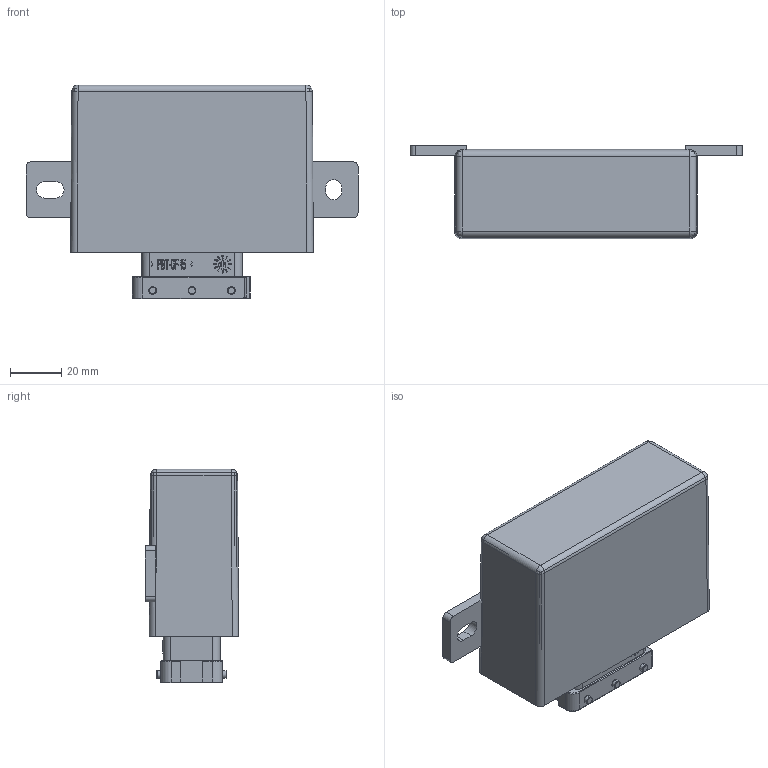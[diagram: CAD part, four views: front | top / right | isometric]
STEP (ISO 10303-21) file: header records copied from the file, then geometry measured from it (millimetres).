
FILE_DESCRIPTION (( 'STEP AP214' ), '1' );
FILE_NAME ('401214_MRS_3CH_Motorcontroller.STEP', '2024-02-14T07:15:44', ( '' ), ( '' ), 'SwSTEP 2.0', 'SolidWorks 2021', '' );
FILE_SCHEMA (( 'AUTOMOTIVE_DESIGN' ));
Length unit declared in the file: millimetre
Products named in the file (10): BOARD_OUTLINE.stp; 24W-ph-right-angle_90.stp; 401214_MRS_3CH_Motorcontroller; 1000025854_Vergussmasse; 111150_HCCPHPE_BODDY.stp; 20023_3CH_Motorcontroller_20023_REV_C_PCB.stp; 109221_HOUSING_95x65x35; 111150_HCCPHPE_PINs.stp; 111150_HCCPHPE.stp; COMPONENTS.stp
Assembly tree (9 placements, depth 6):
  401214_MRS_3CH_Motorcontroller
    109221_HOUSING_95x65x35
    20023_3CH_Motorcontroller_20023_REV_C_PCB.stp
      COMPONENTS.stp
        111150_HCCPHPE.stp
          24W-ph-right-angle_90.stp
            111150_HCCPHPE_BODDY.stp
            111150_HCCPHPE_PINs.stp
      BOARD_OUTLINE.stp
    1000025854_Vergussmasse
Bounding box: 130 x 36.5 x 83.7 mm (x, y, z)
Volume: 246362.9 mm3; surface area: 91693 mm2
Topology: 29 solids, 29 shells, 4058 faces, 11004 edges, 7064 vertices
Faces by surface type: plane 3358, cylinder 487, bspline 191, cone 20, torus 2
Entity records: 133658 total; most frequent: CARTESIAN_POINT 35759, ORIENTED_EDGE 21904, DIRECTION 17271, EDGE_CURVE 10952, VECTOR 8367, LINE 8367, VERTEX_POINT 7064, AXIS2_PLACEMENT_3D 4452
